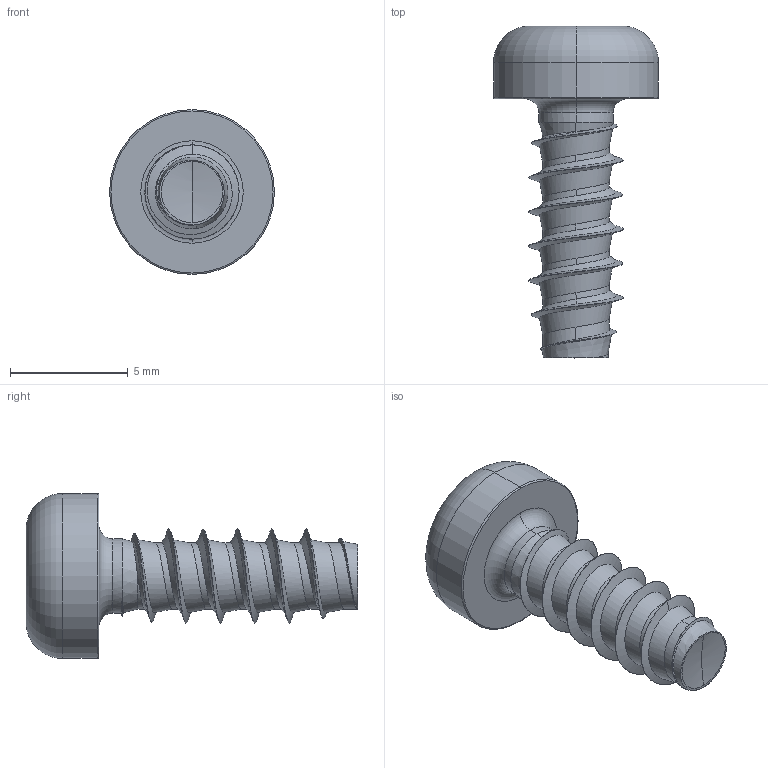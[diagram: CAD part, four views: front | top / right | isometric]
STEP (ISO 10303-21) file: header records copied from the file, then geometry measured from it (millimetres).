
FILE_DESCRIPTION (( 'STEP AP203' ), '1' );
FILE_NAME ('STP420400110.STEP', '2017-08-16T14:58:11', ( '' ), ( '' ), 'SwSTEP 2.0', 'SolidWorks 2015', '' );
FILE_SCHEMA (( 'CONFIG_CONTROL_DESIGN' ));
Length unit declared in the file: millimetre
Products named in the file (1): STP420400110
Bounding box: 7 x 14.09 x 7 mm (x, y, z)
Volume: 173.3 mm3; surface area: 309.4 mm2
Topology: 1 solids, 1 shells, 102 faces, 246 edges, 148 vertices
Faces by surface type: cylinder 41, bspline 35, cone 11, torus 10, plane 3, sphere 2
Entity records: 15584 total; most frequent: CARTESIAN_POINT 13472, ORIENTED_EDGE 492, DIRECTION 332, EDGE_CURVE 246, VERTEX_POINT 148, AXIS2_PLACEMENT_3D 138, B_SPLINE_CURVE_WITH_KNOTS 106, EDGE_LOOP 104
